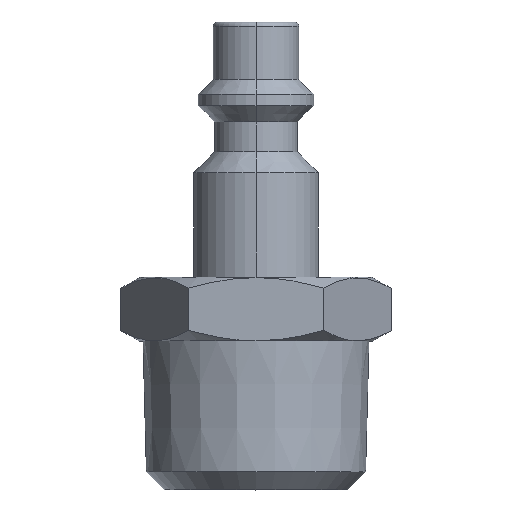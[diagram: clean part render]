
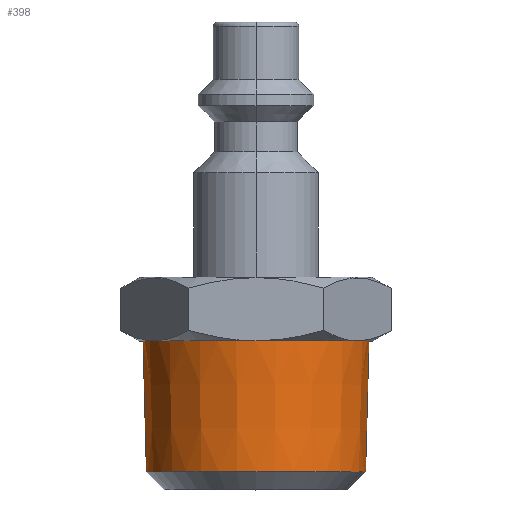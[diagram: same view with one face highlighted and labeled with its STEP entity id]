
A CAD part, top view. The second image highlights one B-rep face of the part: STEP entity #398.
In plain terms, the highlighted conical face has half-angle 1.47 degrees and reference radius 10.626 mm.
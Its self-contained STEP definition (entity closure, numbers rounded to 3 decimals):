
#88 = LINE ( 'NONE', #620, #1060 ) ;
#89 = LINE ( 'NONE', #576, #1057 ) ;
#148 = FACE_OUTER_BOUND ( 'NONE', #897, .T. ) ;
#190 = VERTEX_POINT ( 'NONE', #1289 ) ;
#197 = VERTEX_POINT ( 'NONE', #1139 ) ;
#198 = VERTEX_POINT ( 'NONE', #1140 ) ;
#214 = VERTEX_POINT ( 'NONE', #1170 ) ;
#299 = ORIENTED_EDGE ( 'NONE', *, *, #789, .F. ) ;
#300 = ORIENTED_EDGE ( 'NONE', *, *, #691, .T. ) ;
#301 = ORIENTED_EDGE ( 'NONE', *, *, #788, .T. ) ;
#302 = ORIENTED_EDGE ( 'NONE', *, *, #687, .F. ) ;
#398 = ADVANCED_FACE ( 'NONE', ( #148 ), #961, .T. ) ;
#548 = CARTESIAN_POINT ( 'NONE',  ( 0., 1.7, 0. ) ) ;
#552 = DIRECTION ( 'NONE',  ( 1., 0., 0. ) ) ;
#553 = DIRECTION ( 'NONE',  ( 0., -1., 0. ) ) ;
#571 = DIRECTION ( 'NONE',  ( 0.026, 1., 0. ) ) ;
#576 = CARTESIAN_POINT ( 'NONE',  ( 10.626, 14., 0. ) ) ;
#619 = DIRECTION ( 'NONE',  ( -0.026, 1., 0. ) ) ;
#620 = CARTESIAN_POINT ( 'NONE',  ( -10.626, 14., 0. ) ) ;
#621 = DIRECTION ( 'NONE',  ( 1., 0., 0. ) ) ;
#622 = DIRECTION ( 'NONE',  ( 0., -1., 0. ) ) ;
#623 = CARTESIAN_POINT ( 'NONE',  ( 0., 14., 0. ) ) ;
#687 = EDGE_CURVE ( 'NONE', #197, #190, #1049, .T. ) ;
#691 = EDGE_CURVE ( 'NONE', #197, #198, #89, .T. ) ;
#788 = EDGE_CURVE ( 'NONE', #198, #214, #1051, .T. ) ;
#789 = EDGE_CURVE ( 'NONE', #190, #214, #88, .T. ) ;
#897 = EDGE_LOOP ( 'NONE', ( #302, #300, #301, #299 ) ) ;
#959 = AXIS2_PLACEMENT_3D ( 'NONE', #1268, #1260, #1250 ) ;
#961 = CONICAL_SURFACE ( 'NONE', #959, 10.626, 0.026 ) ;
#1049 = CIRCLE ( 'NONE', #1050, 10.311 ) ;
#1050 = AXIS2_PLACEMENT_3D ( 'NONE', #548, #553, #552 ) ;
#1051 = CIRCLE ( 'NONE', #1059, 10.626 ) ;
#1057 = VECTOR ( 'NONE', #571, 1000. ) ;
#1059 = AXIS2_PLACEMENT_3D ( 'NONE', #623, #622, #621 ) ;
#1060 = VECTOR ( 'NONE', #619, 1000. ) ;
#1139 = CARTESIAN_POINT ( 'NONE',  ( 10.311, 1.7, 0. ) ) ;
#1140 = CARTESIAN_POINT ( 'NONE',  ( 10.626, 14., 0. ) ) ;
#1170 = CARTESIAN_POINT ( 'NONE',  ( -10.626, 14., 0. ) ) ;
#1250 = DIRECTION ( 'NONE',  ( -1., 0., 0. ) ) ;
#1260 = DIRECTION ( 'NONE',  ( 0., 1., 0. ) ) ;
#1268 = CARTESIAN_POINT ( 'NONE',  ( 0., 14., 0. ) ) ;
#1289 = CARTESIAN_POINT ( 'NONE',  ( -10.311, 1.7, 0. ) ) ;
